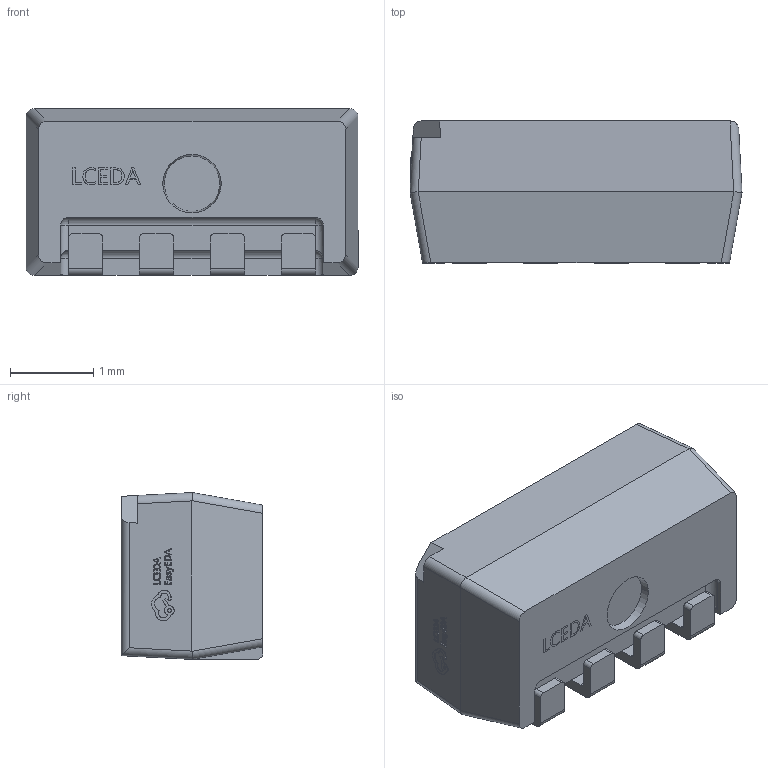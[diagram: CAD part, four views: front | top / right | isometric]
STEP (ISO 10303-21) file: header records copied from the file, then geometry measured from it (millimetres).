
FILE_DESCRIPTION (( 'STEP AP214' ), '1' );
FILE_NAME ('LED-SMD_WS2812B-4020.step', '2022-07-08T13:04:37', ( '' ), ( '' ), 'SwSTEP 2.0', 'SolidWorks 2020', '' );
FILE_SCHEMA (( 'AUTOMOTIVE_DESIGN' ));
Length unit declared in the file: millimetre
Products named in the file (1): LED-SMD_WS2812B-4020
Bounding box: 3.98 x 1.7 x 2 mm (x, y, z)
Volume: 11.4 mm3; surface area: 39.6 mm2
Topology: 1 solids, 1 shells, 330 faces, 934 edges, 630 vertices
Faces by surface type: plane 190, bspline 98, cylinder 36, sphere 4, cone 2
Entity records: 14378 total; most frequent: CARTESIAN_POINT 3483, ORIENTED_EDGE 1860, DIRECTION 1204, EDGE_CURVE 930, VECTOR 634, LINE 634, VERTEX_POINT 630, EDGE_LOOP 358
